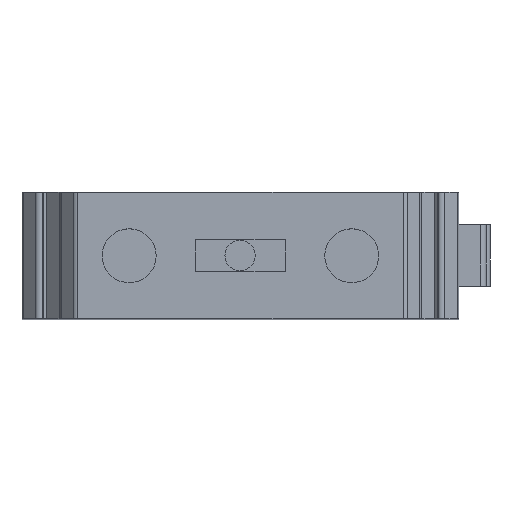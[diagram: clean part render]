
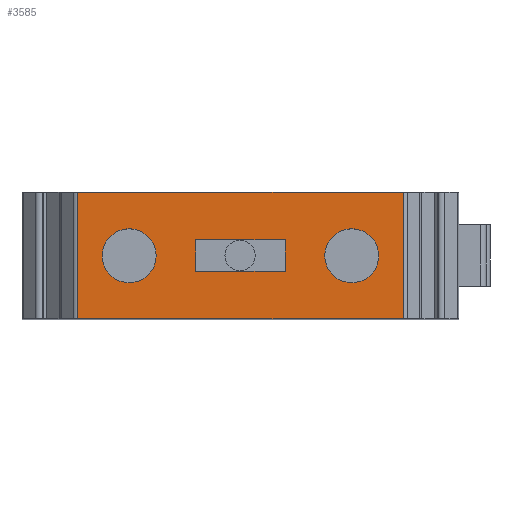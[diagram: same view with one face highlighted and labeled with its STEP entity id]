
A CAD part, top view. The second image highlights one B-rep face of the part: STEP entity #3585.
In plain terms, the highlighted planar face has unit normal (0, 0, 1).
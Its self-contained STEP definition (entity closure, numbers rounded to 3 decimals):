
#60=CIRCLE('',#3772,4.38);
#61=CIRCLE('',#3773,4.38);
#537=ORIENTED_EDGE('',*,*,#1066,.T.);
#538=ORIENTED_EDGE('',*,*,#1022,.F.);
#539=ORIENTED_EDGE('',*,*,#1071,.F.);
#540=ORIENTED_EDGE('',*,*,#954,.T.);
#541=ORIENTED_EDGE('',*,*,#1164,.T.);
#542=ORIENTED_EDGE('',*,*,#1165,.F.);
#543=ORIENTED_EDGE('',*,*,#1166,.T.);
#544=ORIENTED_EDGE('',*,*,#1054,.T.);
#545=ORIENTED_EDGE('',*,*,#960,.F.);
#546=ORIENTED_EDGE('',*,*,#1167,.T.);
#954=EDGE_CURVE('',#1329,#1328,#1577,.T.);
#960=EDGE_CURVE('',#1332,#1334,#1582,.T.);
#1022=EDGE_CURVE('',#1394,#1393,#1627,.T.);
#1054=EDGE_CURVE('',#1413,#1334,#1655,.T.);
#1066=EDGE_CURVE('',#1328,#1393,#1664,.T.);
#1071=EDGE_CURVE('',#1329,#1394,#1669,.T.);
#1164=EDGE_CURVE('',#1475,#1475,#60,.T.);
#1165=EDGE_CURVE('',#1476,#1332,#1744,.T.);
#1166=EDGE_CURVE('',#1476,#1413,#1745,.T.);
#1167=EDGE_CURVE('',#1477,#1477,#61,.T.);
#1328=VERTEX_POINT('',#4736);
#1329=VERTEX_POINT('',#4738);
#1332=VERTEX_POINT('',#4747);
#1334=VERTEX_POINT('',#4750);
#1393=VERTEX_POINT('',#4871);
#1394=VERTEX_POINT('',#4873);
#1413=VERTEX_POINT('',#4939);
#1475=VERTEX_POINT('',#5164);
#1476=VERTEX_POINT('',#5166);
#1477=VERTEX_POINT('',#5169);
#1577=LINE('',#4737,#1874);
#1582=LINE('',#4749,#1879);
#1627=LINE('',#4874,#1924);
#1655=LINE('',#4938,#1952);
#1664=LINE('',#4961,#1961);
#1669=LINE('',#4971,#1966);
#1744=LINE('',#5165,#2041);
#1745=LINE('',#5167,#2042);
#1874=VECTOR('',#3923,1000.);
#1879=VECTOR('',#3932,1000.);
#1924=VECTOR('',#4015,1000.);
#1952=VECTOR('',#4079,1000.);
#1961=VECTOR('',#4100,1000.);
#1966=VECTOR('',#4109,1000.);
#2041=VECTOR('',#4298,1000.);
#2042=VECTOR('',#4299,1000.);
#2215=EDGE_LOOP('',(#537,#538,#539,#540));
#2216=EDGE_LOOP('',(#541));
#2217=EDGE_LOOP('',(#542,#543,#544,#545));
#2218=EDGE_LOOP('',(#546));
#2370=FACE_BOUND('',#2215,.T.);
#2371=FACE_BOUND('',#2216,.T.);
#2372=FACE_BOUND('',#2217,.T.);
#2373=FACE_BOUND('',#2218,.T.);
#2498=PLANE('',#3771);
#3585=ADVANCED_FACE('',(#2370,#2371,#2372,#2373),#2498,.F.);
#3771=AXIS2_PLACEMENT_3D('',#5162,#4294,#4295);
#3772=AXIS2_PLACEMENT_3D('',#5163,#4296,#4297);
#3773=AXIS2_PLACEMENT_3D('',#5168,#4300,#4301);
#3923=DIRECTION('',(1.,0.,0.));
#3932=DIRECTION('',(1.,0.,0.));
#4015=DIRECTION('',(1.,0.,0.));
#4079=DIRECTION('',(0.,1.,0.));
#4100=DIRECTION('',(0.,-1.,0.));
#4109=DIRECTION('',(0.,-1.,0.));
#4294=DIRECTION('',(0.,0.,-1.));
#4295=DIRECTION('',(-1.,0.,0.));
#4296=DIRECTION('',(0.,0.,-1.));
#4297=DIRECTION('',(-1.,0.,0.));
#4298=DIRECTION('',(0.,1.,0.));
#4299=DIRECTION('',(1.,0.,0.));
#4300=DIRECTION('',(0.,0.,-1.));
#4301=DIRECTION('',(-1.,0.,0.));
#4736=CARTESIAN_POINT('',(7.49,-7.7,40.344));
#4737=CARTESIAN_POINT('',(-26.196,-7.7,40.344));
#4738=CARTESIAN_POINT('',(-7.01,-7.7,40.344));
#4747=CARTESIAN_POINT('',(-26.196,0.,40.344));
#4749=CARTESIAN_POINT('',(-34.261,0.,40.344));
#4750=CARTESIAN_POINT('',(26.676,0.,40.344));
#4871=CARTESIAN_POINT('',(7.49,-12.85,40.344));
#4873=CARTESIAN_POINT('',(-7.01,-12.85,40.344));
#4874=CARTESIAN_POINT('',(-26.196,-12.85,40.344));
#4938=CARTESIAN_POINT('',(26.676,-10.25,40.344));
#4939=CARTESIAN_POINT('',(26.676,-20.55,40.344));
#4961=CARTESIAN_POINT('',(7.49,-7.7,40.344));
#4971=CARTESIAN_POINT('',(-7.01,-7.7,40.344));
#5162=CARTESIAN_POINT('',(-26.196,-10.25,40.344));
#5163=CARTESIAN_POINT('',(-17.84,-10.3,40.344));
#5164=CARTESIAN_POINT('',(-22.22,-10.3,40.344));
#5165=CARTESIAN_POINT('',(-26.196,-10.25,40.344));
#5166=CARTESIAN_POINT('',(-26.196,-20.55,40.344));
#5167=CARTESIAN_POINT('',(-26.196,-20.55,40.344));
#5168=CARTESIAN_POINT('',(18.32,-10.3,40.344));
#5169=CARTESIAN_POINT('',(13.94,-10.3,40.344));
